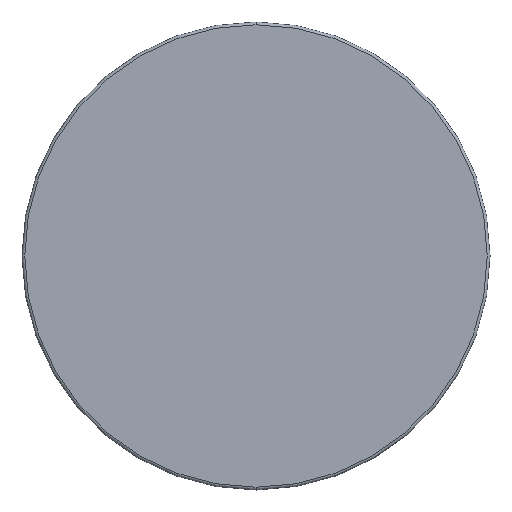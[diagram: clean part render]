
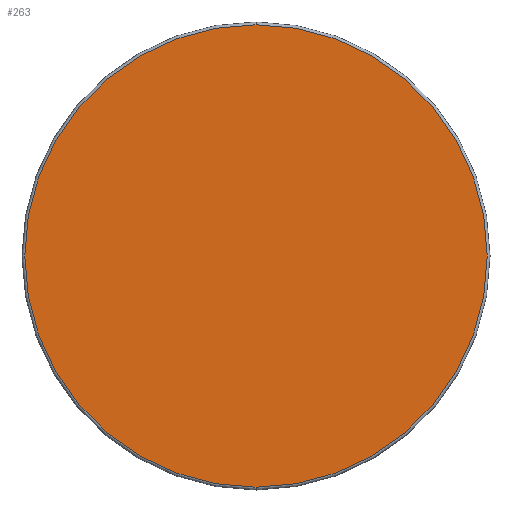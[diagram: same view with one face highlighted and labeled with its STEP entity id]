
A CAD part, front view. The second image highlights one B-rep face of the part: STEP entity #263.
In plain terms, the highlighted planar face has unit normal (0, -1, 0).
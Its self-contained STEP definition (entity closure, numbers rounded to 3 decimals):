
#17 = EDGE_CURVE ( 'NONE', #163, #254, #132, .T. ) ;
#45 = DIRECTION ( 'NONE',  ( 0., 0., 1. ) ) ;
#88 = FACE_OUTER_BOUND ( 'NONE', #275, .T. ) ;
#91 = AXIS2_PLACEMENT_3D ( 'NONE', #141, #228, #140 ) ;
#123 = EDGE_CURVE ( 'NONE', #254, #163, #190, .T. ) ;
#124 = DIRECTION ( 'NONE',  ( 0., -1., 0. ) ) ;
#132 = CIRCLE ( 'NONE', #91, 20.75 ) ;
#140 = DIRECTION ( 'NONE',  ( 0., 0., 1. ) ) ;
#141 = CARTESIAN_POINT ( 'NONE',  ( 0., 0., 0. ) ) ;
#153 = CARTESIAN_POINT ( 'NONE',  ( 0., 0., 0. ) ) ;
#163 = VERTEX_POINT ( 'NONE', #270 ) ;
#173 = PLANE ( 'NONE',  #213 ) ;
#183 = AXIS2_PLACEMENT_3D ( 'NONE', #214, #124, #45 ) ;
#190 = CIRCLE ( 'NONE', #183, 20.75 ) ;
#213 = AXIS2_PLACEMENT_3D ( 'NONE', #153, #243, #218 ) ;
#214 = CARTESIAN_POINT ( 'NONE',  ( 0., 0., 0. ) ) ;
#217 = CARTESIAN_POINT ( 'NONE',  ( 0., 0., -20.75 ) ) ;
#218 = DIRECTION ( 'NONE',  ( 0., 0., 1. ) ) ;
#228 = DIRECTION ( 'NONE',  ( 0., -1., 0. ) ) ;
#243 = DIRECTION ( 'NONE',  ( 0., 1., 0. ) ) ;
#252 = ORIENTED_EDGE ( 'NONE', *, *, #123, .T. ) ;
#254 = VERTEX_POINT ( 'NONE', #217 ) ;
#263 = ADVANCED_FACE ( 'NONE', ( #88 ), #173, .F. ) ;
#270 = CARTESIAN_POINT ( 'NONE',  ( 0., 0., 20.75 ) ) ;
#275 = EDGE_LOOP ( 'NONE', ( #278, #252 ) ) ;
#278 = ORIENTED_EDGE ( 'NONE', *, *, #17, .T. ) ;
